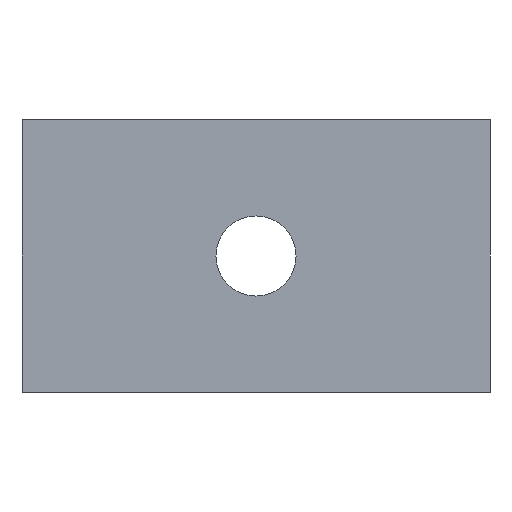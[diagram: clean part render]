
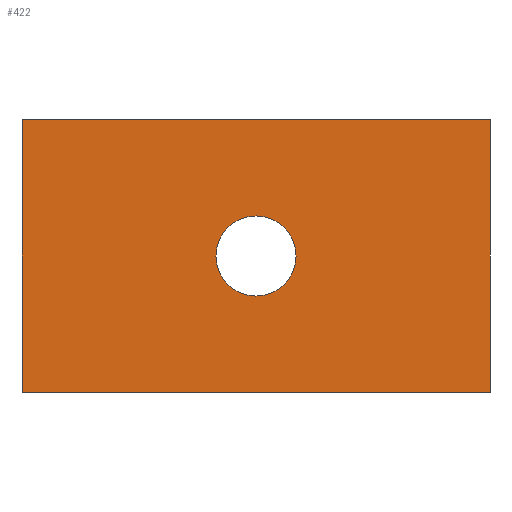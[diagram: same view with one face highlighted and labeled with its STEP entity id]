
A CAD part, front view. The second image highlights one B-rep face of the part: STEP entity #422.
In plain terms, the highlighted planar face has unit normal (0, -1, 0).
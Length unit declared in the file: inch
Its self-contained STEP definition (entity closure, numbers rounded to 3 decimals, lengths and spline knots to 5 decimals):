
#7 = VECTOR ( 'NONE', #246, 39.37008 ) ;
#9 = CARTESIAN_POINT ( 'NONE',  ( 1.5, 0., 0.4375 ) ) ;
#16 = CARTESIAN_POINT ( 'NONE',  ( 0.75, 0., 0. ) ) ;
#17 = CARTESIAN_POINT ( 'NONE',  ( 1.5, 0., 0.4375 ) ) ;
#19 = VERTEX_POINT ( 'NONE', #358 ) ;
#21 = EDGE_LOOP ( 'NONE', ( #457, #459 ) ) ;
#22 = EDGE_CURVE ( 'NONE', #19, #382, #170, .T. ) ;
#25 = AXIS2_PLACEMENT_3D ( 'NONE', #220, #224, #116 ) ;
#29 = DIRECTION ( 'NONE',  ( 1., 0., 0. ) ) ;
#40 = DIRECTION ( 'NONE',  ( 0., 0., -1. ) ) ;
#53 = CARTESIAN_POINT ( 'NONE',  ( 0.6215, 0., 0. ) ) ;
#60 = CARTESIAN_POINT ( 'NONE',  ( 1.5, 0., -0.4375 ) ) ;
#81 = CARTESIAN_POINT ( 'NONE',  ( 0., 0., -0.4375 ) ) ;
#82 = FACE_BOUND ( 'NONE', #21, .T. ) ;
#84 = EDGE_CURVE ( 'NONE', #19, #313, #240, .T. ) ;
#88 = VERTEX_POINT ( 'NONE', #60 ) ;
#116 = DIRECTION ( 'NONE',  ( 1., 0., 0. ) ) ;
#119 = PLANE ( 'NONE',  #250 ) ;
#120 = DIRECTION ( 'NONE',  ( -1., 0., 0. ) ) ;
#161 = EDGE_CURVE ( 'NONE', #382, #88, #443, .T. ) ;
#170 = LINE ( 'NONE', #211, #7 ) ;
#182 = DIRECTION ( 'NONE',  ( 1., 0., 0. ) ) ;
#183 = EDGE_CURVE ( 'NONE', #456, #431, #289, .T. ) ;
#203 = ORIENTED_EDGE ( 'NONE', *, *, #84, .F. ) ;
#211 = CARTESIAN_POINT ( 'NONE',  ( 0., 0., 0.4375 ) ) ;
#215 = CARTESIAN_POINT ( 'NONE',  ( 1.5, 0., 0.4375 ) ) ;
#220 = CARTESIAN_POINT ( 'NONE',  ( 0.75, 0., 0. ) ) ;
#222 = LINE ( 'NONE', #9, #340 ) ;
#224 = DIRECTION ( 'NONE',  ( 0., -1., 0. ) ) ;
#240 = LINE ( 'NONE', #385, #389 ) ;
#246 = DIRECTION ( 'NONE',  ( 0., 0., -1. ) ) ;
#250 = AXIS2_PLACEMENT_3D ( 'NONE', #17, #447, #120 ) ;
#261 = CIRCLE ( 'NONE', #319, 0.1285 ) ;
#289 = CIRCLE ( 'NONE', #25, 0.1285 ) ;
#313 = VERTEX_POINT ( 'NONE', #215 ) ;
#319 = AXIS2_PLACEMENT_3D ( 'NONE', #16, #336, #376 ) ;
#327 = VECTOR ( 'NONE', #182, 39.37008 ) ;
#336 = DIRECTION ( 'NONE',  ( 0., -1., 0. ) ) ;
#340 = VECTOR ( 'NONE', #40, 39.37008 ) ;
#354 = ORIENTED_EDGE ( 'NONE', *, *, #22, .T. ) ;
#356 = EDGE_CURVE ( 'NONE', #313, #88, #222, .T. ) ;
#358 = CARTESIAN_POINT ( 'NONE',  ( 0., 0., 0.4375 ) ) ;
#360 = CARTESIAN_POINT ( 'NONE',  ( 1.5, 0., -0.4375 ) ) ;
#376 = DIRECTION ( 'NONE',  ( 1., 0., 0. ) ) ;
#382 = VERTEX_POINT ( 'NONE', #81 ) ;
#385 = CARTESIAN_POINT ( 'NONE',  ( 1.5, 0., 0.4375 ) ) ;
#389 = VECTOR ( 'NONE', #29, 39.37008 ) ;
#391 = EDGE_LOOP ( 'NONE', ( #424, #454, #203, #354 ) ) ;
#395 = EDGE_CURVE ( 'NONE', #431, #456, #261, .T. ) ;
#422 = ADVANCED_FACE ( 'NONE', ( #82, #446 ), #119, .F. ) ;
#424 = ORIENTED_EDGE ( 'NONE', *, *, #161, .T. ) ;
#425 = CARTESIAN_POINT ( 'NONE',  ( 0.8785, 0., 0. ) ) ;
#431 = VERTEX_POINT ( 'NONE', #53 ) ;
#443 = LINE ( 'NONE', #360, #327 ) ;
#446 = FACE_OUTER_BOUND ( 'NONE', #391, .T. ) ;
#447 = DIRECTION ( 'NONE',  ( 0., 1., 0. ) ) ;
#454 = ORIENTED_EDGE ( 'NONE', *, *, #356, .F. ) ;
#456 = VERTEX_POINT ( 'NONE', #425 ) ;
#457 = ORIENTED_EDGE ( 'NONE', *, *, #183, .F. ) ;
#459 = ORIENTED_EDGE ( 'NONE', *, *, #395, .F. ) ;
